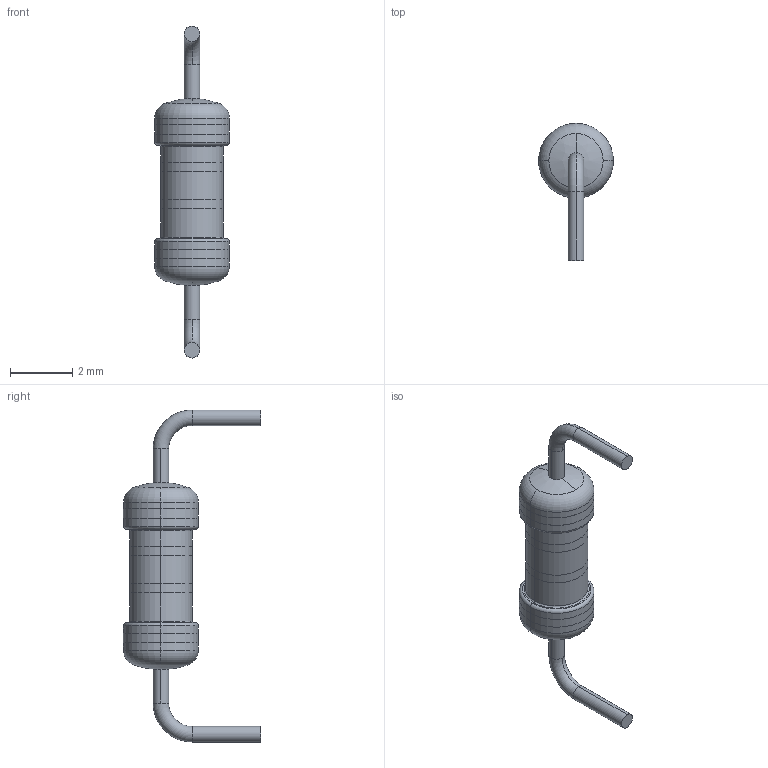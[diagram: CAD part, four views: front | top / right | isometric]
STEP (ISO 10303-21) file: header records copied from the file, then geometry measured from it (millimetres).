
FILE_DESCRIPTION (( 'STEP AP214' ), '1' );
FILE_NAME ('1000000.STEP', '2018-03-09T19:39:46', ( '' ), ( '' ), 'SwSTEP 2.0', 'SolidWorks 2016', '' );
FILE_SCHEMA (( 'AUTOMOTIVE_DESIGN' ));
Length unit declared in the file: millimetre
Products named in the file (1): 1000000
Bounding box: 2.4 x 4.4 x 10.66 mm (x, y, z)
Volume: 23.3 mm3; surface area: 62.5 mm2
Topology: 1 solids, 1 shells, 62 faces, 134 edges, 84 vertices
Faces by surface type: cylinder 30, torus 16, plane 12, bspline 4
Entity records: 2162 total; most frequent: CARTESIAN_POINT 373, DIRECTION 348, ORIENTED_EDGE 268, AXIS2_PLACEMENT_3D 159, EDGE_CURVE 134, CIRCLE 100, VERTEX_POINT 84, EDGE_LOOP 72
